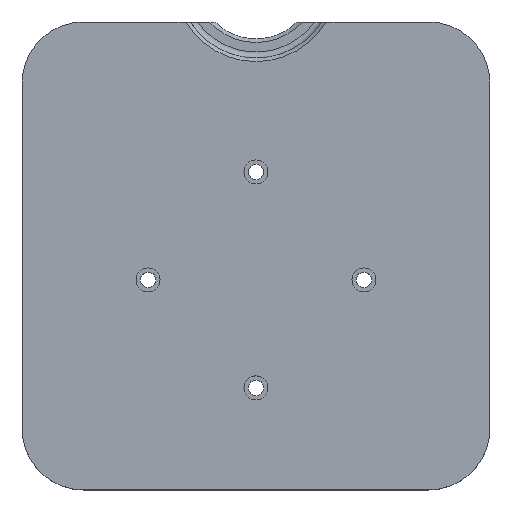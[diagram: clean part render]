
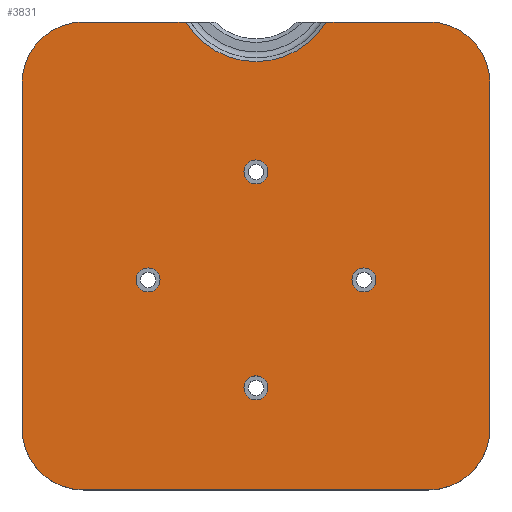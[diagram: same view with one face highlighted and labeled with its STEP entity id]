
A CAD part, top view. The second image highlights one B-rep face of the part: STEP entity #3831.
In plain terms, the highlighted planar face has unit normal (0, 0, 1).
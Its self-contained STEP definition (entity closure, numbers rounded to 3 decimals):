
#383=CARTESIAN_POINT('',(-58.301,195.,73.));
#461=CARTESIAN_POINT('',(58.301,195.,73.));
#487=DIRECTION('',(1.,0.,0.));
#488=VECTOR('',#487,85.695);
#489=CARTESIAN_POINT('',(58.301,195.,73.));
#490=LINE('',#489,#488);
#491=CARTESIAN_POINT('',(143.996,144.,73.));
#492=DIRECTION('',(0.,0.,1.));
#493=DIRECTION('',(1.,0.,0.));
#494=AXIS2_PLACEMENT_3D('',#491,#492,#493);
#496=DIRECTION('',(0.,-1.,0.));
#497=VECTOR('',#496,288.);
#498=CARTESIAN_POINT('',(194.996,144.,73.));
#499=LINE('',#498,#497);
#500=CARTESIAN_POINT('',(143.996,-144.,73.));
#501=DIRECTION('',(0.,0.,1.));
#502=DIRECTION('',(0.,-1.,0.));
#503=AXIS2_PLACEMENT_3D('',#500,#501,#502);
#505=DIRECTION('',(-1.,0.,0.));
#506=VECTOR('',#505,287.991);
#507=CARTESIAN_POINT('',(143.996,-195.,73.));
#508=LINE('',#507,#506);
#509=CARTESIAN_POINT('',(-143.996,-144.,73.));
#510=DIRECTION('',(0.,0.,1.));
#511=DIRECTION('',(-1.,0.,0.));
#512=AXIS2_PLACEMENT_3D('',#509,#510,#511);
#514=DIRECTION('',(0.,1.,0.));
#515=VECTOR('',#514,288.);
#516=CARTESIAN_POINT('',(-194.996,-144.,73.));
#517=LINE('',#516,#515);
#518=CARTESIAN_POINT('',(-143.996,144.,73.));
#519=DIRECTION('',(0.,0.,1.));
#520=DIRECTION('',(0.,1.,0.));
#521=AXIS2_PLACEMENT_3D('',#518,#519,#520);
#523=DIRECTION('',(1.,0.,0.));
#524=VECTOR('',#523,85.695);
#525=CARTESIAN_POINT('',(-143.996,195.,73.));
#526=LINE('',#525,#524);
#527=CARTESIAN_POINT('',(-90.004,-20.,73.));
#528=DIRECTION('',(0.,0.,1.));
#529=DIRECTION('',(-1.,0.,0.));
#530=AXIS2_PLACEMENT_3D('',#527,#528,#529);
#532=CARTESIAN_POINT('',(-90.004,-20.,73.));
#533=DIRECTION('',(0.,0.,1.));
#534=DIRECTION('',(1.,0.,0.));
#535=AXIS2_PLACEMENT_3D('',#532,#533,#534);
#537=CARTESIAN_POINT('',(-0.004,70.,73.));
#538=DIRECTION('',(0.,0.,1.));
#539=DIRECTION('',(-1.,0.,0.));
#540=AXIS2_PLACEMENT_3D('',#537,#538,#539);
#542=CARTESIAN_POINT('',(-0.004,70.,73.));
#543=DIRECTION('',(0.,0.,1.));
#544=DIRECTION('',(1.,0.,0.));
#545=AXIS2_PLACEMENT_3D('',#542,#543,#544);
#547=CARTESIAN_POINT('',(89.996,-20.,73.));
#548=DIRECTION('',(0.,0.,1.));
#549=DIRECTION('',(-1.,0.,0.));
#550=AXIS2_PLACEMENT_3D('',#547,#548,#549);
#552=CARTESIAN_POINT('',(89.996,-20.,73.));
#553=DIRECTION('',(0.,0.,1.));
#554=DIRECTION('',(1.,0.,0.));
#555=AXIS2_PLACEMENT_3D('',#552,#553,#554);
#557=CARTESIAN_POINT('',(-0.004,-110.,73.));
#558=DIRECTION('',(0.,0.,1.));
#559=DIRECTION('',(-1.,0.,0.));
#560=AXIS2_PLACEMENT_3D('',#557,#558,#559);
#562=CARTESIAN_POINT('',(-0.004,-110.,73.));
#563=DIRECTION('',(0.,0.,1.));
#564=DIRECTION('',(1.,0.,0.));
#565=AXIS2_PLACEMENT_3D('',#562,#563,#564);
#567=CARTESIAN_POINT('',(0.,230.,73.));
#568=DIRECTION('',(0.,0.,-1.));
#569=DIRECTION('',(0.857,-0.515,0.));
#570=AXIS2_PLACEMENT_3D('',#567,#568,#569);
#2524=CARTESIAN_POINT('',(143.996,-195.,73.));
#2525=CARTESIAN_POINT('',(194.996,-144.,73.));
#2526=VERTEX_POINT('',#2524);
#2527=VERTEX_POINT('',#2525);
#2528=CARTESIAN_POINT('',(194.996,144.,73.));
#2529=CARTESIAN_POINT('',(143.996,195.,73.));
#2530=VERTEX_POINT('',#2528);
#2531=VERTEX_POINT('',#2529);
#2532=CARTESIAN_POINT('',(-143.996,195.,73.));
#2533=CARTESIAN_POINT('',(-194.996,144.,73.));
#2534=VERTEX_POINT('',#2532);
#2535=VERTEX_POINT('',#2533);
#2536=CARTESIAN_POINT('',(-194.996,-144.,73.));
#2537=CARTESIAN_POINT('',(-143.996,-195.,73.));
#2538=VERTEX_POINT('',#2536);
#2539=VERTEX_POINT('',#2537);
#2834=VERTEX_POINT('',#383);
#2837=VERTEX_POINT('',#461);
#2923=CARTESIAN_POINT('',(-100.004,-20.,73.));
#2924=CARTESIAN_POINT('',(-80.004,-20.,73.));
#2925=VERTEX_POINT('',#2923);
#2926=VERTEX_POINT('',#2924);
#2927=CARTESIAN_POINT('',(-10.004,70.,73.));
#2928=CARTESIAN_POINT('',(9.996,70.,73.));
#2929=VERTEX_POINT('',#2927);
#2930=VERTEX_POINT('',#2928);
#2931=CARTESIAN_POINT('',(79.996,-20.,73.));
#2932=CARTESIAN_POINT('',(99.996,-20.,73.));
#2933=VERTEX_POINT('',#2931);
#2934=VERTEX_POINT('',#2932);
#2935=CARTESIAN_POINT('',(-10.004,-110.,73.));
#2936=CARTESIAN_POINT('',(9.996,-110.,73.));
#2937=VERTEX_POINT('',#2935);
#2938=VERTEX_POINT('',#2936);
#3789=CARTESIAN_POINT('',(0.,0.,73.));
#3790=DIRECTION('',(0.,0.,-1.));
#3791=DIRECTION('',(-1.,0.,0.));
#3792=AXIS2_PLACEMENT_3D('',#3789,#3790,#3791);
#3793=PLANE('',#3792);
#3795=ORIENTED_EDGE('',*,*,#3794,.F.);
#3796=ORIENTED_EDGE('',*,*,#3744,.T.);
#3797=ORIENTED_EDGE('',*,*,#3783,.F.);
#3798=ORIENTED_EDGE('',*,*,#3573,.T.);
#3799=ORIENTED_EDGE('',*,*,#3594,.F.);
#3800=ORIENTED_EDGE('',*,*,#3608,.T.);
#3801=ORIENTED_EDGE('',*,*,#3622,.F.);
#3802=ORIENTED_EDGE('',*,*,#3636,.T.);
#3803=ORIENTED_EDGE('',*,*,#3656,.F.);
#3804=ORIENTED_EDGE('',*,*,#3675,.T.);
#3805=EDGE_LOOP('',(#3795,#3796,#3797,#3798,#3799,#3800,#3801,#3802,#3803,
#3804));
#3806=FACE_OUTER_BOUND('',#3805,.F.);
#3808=ORIENTED_EDGE('',*,*,#3807,.T.);
#3810=ORIENTED_EDGE('',*,*,#3809,.T.);
#3811=EDGE_LOOP('',(#3808,#3810));
#3812=FACE_BOUND('',#3811,.F.);
#3814=ORIENTED_EDGE('',*,*,#3813,.T.);
#3816=ORIENTED_EDGE('',*,*,#3815,.T.);
#3817=EDGE_LOOP('',(#3814,#3816));
#3818=FACE_BOUND('',#3817,.F.);
#3820=ORIENTED_EDGE('',*,*,#3819,.T.);
#3822=ORIENTED_EDGE('',*,*,#3821,.T.);
#3823=EDGE_LOOP('',(#3820,#3822));
#3824=FACE_BOUND('',#3823,.F.);
#3826=ORIENTED_EDGE('',*,*,#3825,.T.);
#3828=ORIENTED_EDGE('',*,*,#3827,.T.);
#3829=EDGE_LOOP('',(#3826,#3828));
#3830=FACE_BOUND('',#3829,.F.);
#3831=ADVANCED_FACE('',(#3806,#3812,#3818,#3824,#3830),#3793,.F.);
#495=CIRCLE('',#494,51.);
#504=CIRCLE('',#503,51.);
#513=CIRCLE('',#512,51.);
#522=CIRCLE('',#521,51.);
#531=CIRCLE('',#530,10.);
#536=CIRCLE('',#535,10.);
#541=CIRCLE('',#540,10.);
#546=CIRCLE('',#545,10.);
#551=CIRCLE('',#550,10.);
#556=CIRCLE('',#555,10.);
#561=CIRCLE('',#560,10.);
#566=CIRCLE('',#565,10.);
#571=CIRCLE('',#570,68.);
#3573=EDGE_CURVE('',#2530,#2527,#499,.T.);
#3594=EDGE_CURVE('',#2526,#2527,#504,.T.);
#3608=EDGE_CURVE('',#2526,#2539,#508,.T.);
#3622=EDGE_CURVE('',#2538,#2539,#513,.T.);
#3636=EDGE_CURVE('',#2538,#2535,#517,.T.);
#3656=EDGE_CURVE('',#2534,#2535,#522,.T.);
#3675=EDGE_CURVE('',#2534,#2834,#526,.T.);
#3744=EDGE_CURVE('',#2837,#2531,#490,.T.);
#3783=EDGE_CURVE('',#2530,#2531,#495,.T.);
#3794=EDGE_CURVE('',#2837,#2834,#571,.T.);
#3807=EDGE_CURVE('',#2925,#2926,#531,.T.);
#3809=EDGE_CURVE('',#2926,#2925,#536,.T.);
#3813=EDGE_CURVE('',#2929,#2930,#541,.T.);
#3815=EDGE_CURVE('',#2930,#2929,#546,.T.);
#3819=EDGE_CURVE('',#2933,#2934,#551,.T.);
#3821=EDGE_CURVE('',#2934,#2933,#556,.T.);
#3825=EDGE_CURVE('',#2937,#2938,#561,.T.);
#3827=EDGE_CURVE('',#2938,#2937,#566,.T.);
